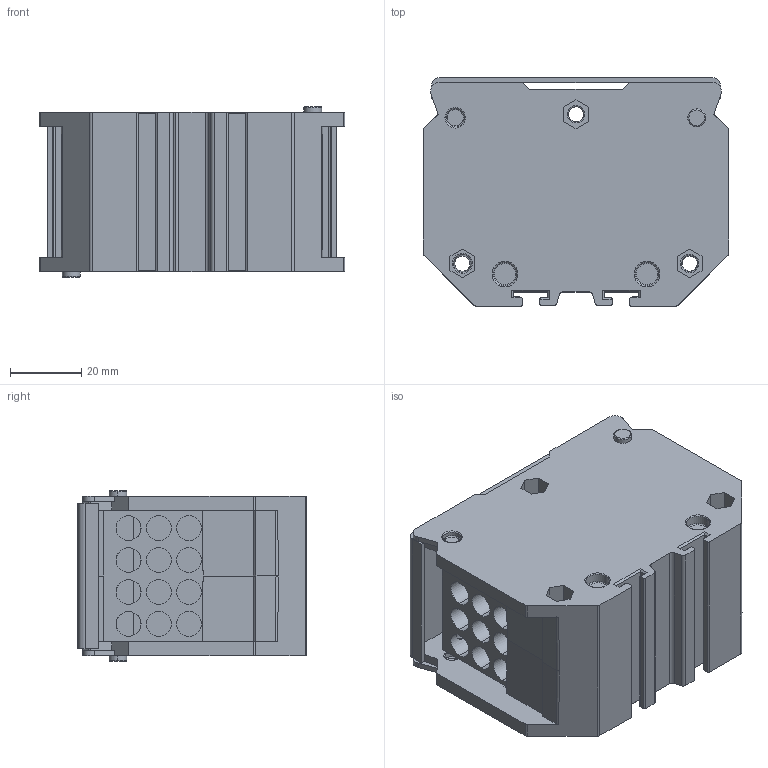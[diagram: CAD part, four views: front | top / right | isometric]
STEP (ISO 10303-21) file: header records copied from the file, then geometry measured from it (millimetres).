
FILE_DESCRIPTION((''),'2;1');
FILE_NAME('MANIFOLD_SOLID_BREP_36457','2022-11-12T',('Administrator'),(''),'PRO/ENGINEER BY PARAMETRIC TECHNOLOGY CORPORATION, 2013230','PRO/ENGINEER BY PARAMETRIC TECHNOLOGY CORPORATION, 2013230','');
FILE_SCHEMA(('CONFIG_CONTROL_DESIGN'));
Length unit declared in the file: millimetre
Products named in the file (1): MANIFOLD_SOLID_BREP_36457
Bounding box: 86 x 64.3 x 48 mm (x, y, z)
Volume: 107805.8 mm3; surface area: 58623.7 mm2
Topology: 1 solids, 3 shells, 742 faces, 2118 edges, 1391 vertices
Faces by surface type: plane 375, cylinder 226, torus 76, cone 33, bspline 32
Entity records: 30253 total; most frequent: CARTESIAN_POINT 10747, ORIENTED_EDGE 4232, DIRECTION 3926, EDGE_CURVE 2116, VERTEX_POINT 1391, AXIS2_PLACEMENT_3D 1386, VECTOR 1154, LINE 1154
